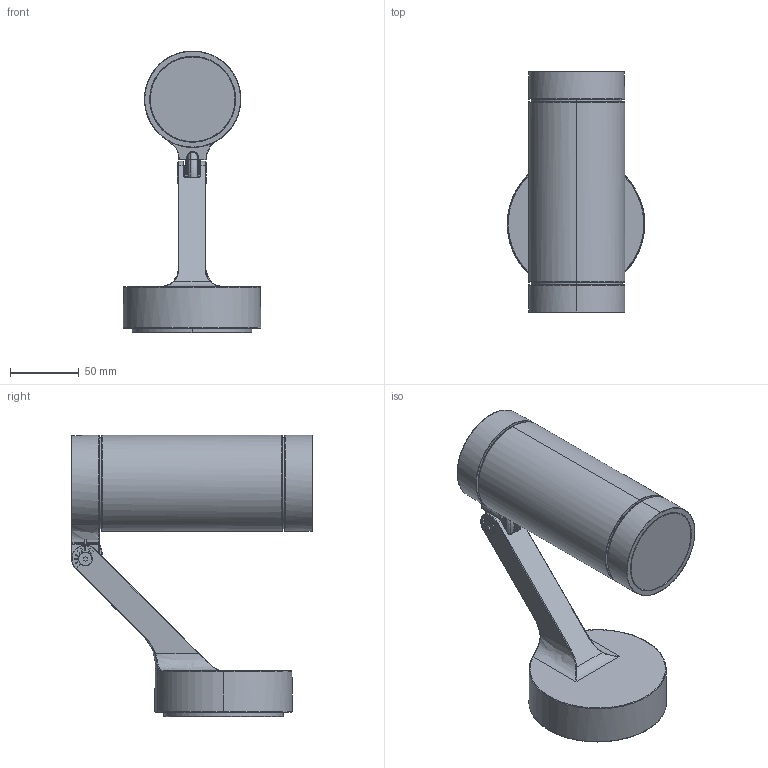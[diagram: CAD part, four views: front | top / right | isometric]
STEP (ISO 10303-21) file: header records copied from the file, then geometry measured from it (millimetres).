
FILE_DESCRIPTION(/* description */ (''),/* implementation_level */ '2;1');
FILE_NAME(/* name */ 'T430500_OBICE',/* time_stamp */ '2018-01-25T10:49:19+01:00',/* author */ (''),/* organization */ (''),/* preprocessor_version */ 'ST-DEVELOPER v15',/* originating_system */ '',/* authorisation */ '');
FILE_SCHEMA (('CONFIG_CONTROL_DESIGN'));
Length unit declared in the file: millimetre
Products named in the file (1): Document
Bounding box: 99.99 x 175.01 x 204.82 mm (x, y, z)
Volume: 7602 mm3; surface area: 110354.7 mm2
Topology: 2 solids, 339 shells, 761 faces, 2683 edges, 2198 vertices
Faces by surface type: bspline 522, plane 239
Entity records: 44751 total; most frequent: CARTESIAN_POINT 31188, ORIENTED_EDGE 3658, EDGE_CURVE 2645, VERTEX_POINT 2198, B_SPLINE_CURVE_WITH_KNOTS 1189, EDGE_LOOP 809, ADVANCED_FACE 760, FACE_OUTER_BOUND 760
